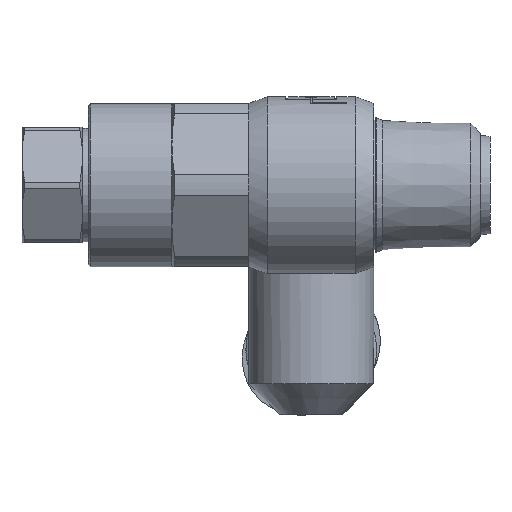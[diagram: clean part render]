
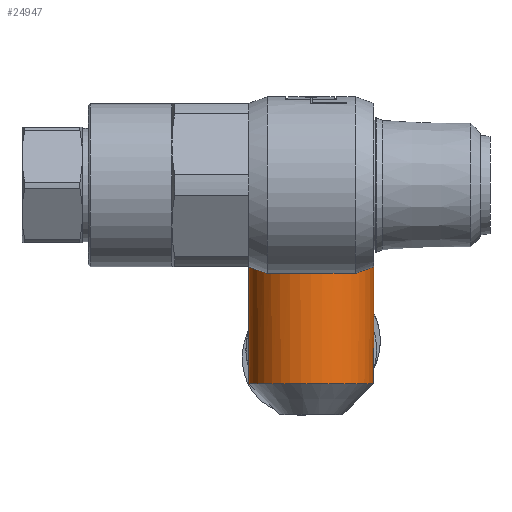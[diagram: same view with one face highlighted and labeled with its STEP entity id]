
A CAD part, left-side view. The second image highlights one B-rep face of the part: STEP entity #24947.
In plain terms, the highlighted cylindrical face has radius 6.5 mm (diameter 13 mm), a full revolution.
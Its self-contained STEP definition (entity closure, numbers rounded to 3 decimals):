
#24794=CARTESIAN_POINT('',(2.935,3.55,-5.8));
#24795=VERTEX_POINT('',#24794);
#24815=CARTESIAN_POINT('',(2.935,3.55,5.8));
#24816=VERTEX_POINT('',#24815);
#24817=CARTESIAN_POINT('',(0.0,3.55,0.0));
#24818=DIRECTION('',(0.0,-1.0,0.0));
#24819=DIRECTION('',(-1.0,0.0,0.0));
#24820=AXIS2_PLACEMENT_3D('',#24817,#24818,#24819);
#24821=CIRCLE('',#24820,6.5);
#24822=EDGE_CURVE('',#24816,#24795,#24821,.T.);
#24857=CARTESIAN_POINT('',(0.0,-2.825,0.0));
#24858=DIRECTION('',(0.0,-1.0,0.0));
#24859=DIRECTION('',(-1.0,0.0,0.0));
#24860=AXIS2_PLACEMENT_3D('',#24857,#24858,#24859);
#24861=CYLINDRICAL_SURFACE('',#24860,6.5);
#24862=CARTESIAN_POINT('',(-6.5,-9.2,0.0));
#24863=VERTEX_POINT('',#24862);
#24864=CARTESIAN_POINT('',(0.0,-9.2,0.0));
#24865=DIRECTION('',(0.0,-1.0,0.0));
#24866=DIRECTION('',(-1.0,0.0,0.0));
#24867=AXIS2_PLACEMENT_3D('',#24864,#24865,#24866);
#24868=CIRCLE('',#24867,6.5);
#24869=EDGE_CURVE('',#24863,#24863,#24868,.T.);
#24870=ORIENTED_EDGE('',*,*,#24869,.F.);
#24871=EDGE_LOOP('',(#24870));
#24872=FACE_OUTER_BOUND('',#24871,.T.);
#24873=CARTESIAN_POINT('',(1.136,2.298,6.4));
#24874=VERTEX_POINT('',#24873);
#24875=CARTESIAN_POINT('',(2.935,3.55,5.8));
#24876=CARTESIAN_POINT('',(2.794,3.434,5.871));
#24877=CARTESIAN_POINT('',(2.652,3.319,5.936));
#24878=CARTESIAN_POINT('',(2.127,2.908,6.156));
#24879=CARTESIAN_POINT('',(1.741,2.628,6.276));
#24880=CARTESIAN_POINT('',(1.269,2.366,6.375));
#24881=CARTESIAN_POINT('',(1.203,2.331,6.388));
#24882=CARTESIAN_POINT('',(1.136,2.298,6.4));
#24883=B_SPLINE_CURVE_WITH_KNOTS('',3,(#24875,#24876,#24877,#24878,#24879,#24880,#24881,#24882),.UNSPECIFIED.,.F.,.U.,(4,2,2,4),(1.922,1.98,2.133,2.157),.UNSPECIFIED.);
#24884=EDGE_CURVE('',#24816,#24874,#24883,.T.);
#24885=ORIENTED_EDGE('',*,*,#24884,.F.);
#24886=ORIENTED_EDGE('',*,*,#24822,.T.);
#24887=CARTESIAN_POINT('',(1.136,2.298,-6.4));
#24888=VERTEX_POINT('',#24887);
#24889=CARTESIAN_POINT('',(1.136,2.298,-6.4));
#24890=CARTESIAN_POINT('',(1.203,2.331,-6.388));
#24891=CARTESIAN_POINT('',(1.269,2.366,-6.375));
#24892=CARTESIAN_POINT('',(1.741,2.628,-6.276));
#24893=CARTESIAN_POINT('',(2.127,2.908,-6.156));
#24894=CARTESIAN_POINT('',(2.652,3.319,-5.936));
#24895=CARTESIAN_POINT('',(2.794,3.434,-5.871));
#24896=CARTESIAN_POINT('',(2.935,3.55,-5.8));
#24897=B_SPLINE_CURVE_WITH_KNOTS('',3,(#24889,#24890,#24891,#24892,#24893,#24894,#24895,#24896),.UNSPECIFIED.,.F.,.U.,(4,2,2,4),(0.128,0.153,0.305,0.363),.UNSPECIFIED.);
#24898=EDGE_CURVE('',#24888,#24795,#24897,.T.);
#24899=ORIENTED_EDGE('',*,*,#24898,.F.);
#24900=CARTESIAN_POINT('',(1.136,-2.298,-6.4));
#24901=VERTEX_POINT('',#24900);
#24902=CARTESIAN_POINT('',(1.136,-2.298,-6.4));
#24903=DIRECTION('',(0.0,1.0,0.0));
#24904=VECTOR('',#24903,4.596);
#24905=LINE('',#24902,#24904);
#24906=EDGE_CURVE('',#24901,#24888,#24905,.T.);
#24907=ORIENTED_EDGE('',*,*,#24906,.F.);
#24908=CARTESIAN_POINT('',(1.136,-2.298,6.4));
#24909=VERTEX_POINT('',#24908);
#24910=CARTESIAN_POINT('',(1.136,-2.298,6.4));
#24911=CARTESIAN_POINT('',(1.203,-2.331,6.388));
#24912=CARTESIAN_POINT('',(1.269,-2.366,6.375));
#24913=CARTESIAN_POINT('',(1.741,-2.628,6.276));
#24914=CARTESIAN_POINT('',(2.127,-2.908,6.156));
#24915=CARTESIAN_POINT('',(3.27,-3.802,5.678));
#24916=CARTESIAN_POINT('',(3.993,-4.458,5.2));
#24917=CARTESIAN_POINT('',(5.122,-5.494,4.07));
#24918=CARTESIAN_POINT('',(5.618,-5.962,3.382));
#24919=CARTESIAN_POINT('',(6.136,-6.452,2.189));
#24920=CARTESIAN_POINT('',(6.272,-6.582,1.765));
#24921=CARTESIAN_POINT('',(6.454,-6.756,0.892));
#24922=CARTESIAN_POINT('',(6.5,-6.8,0.444));
#24923=CARTESIAN_POINT('',(6.5,-6.8,-0.444));
#24924=CARTESIAN_POINT('',(6.454,-6.756,-0.892));
#24925=CARTESIAN_POINT('',(6.272,-6.582,-1.765));
#24926=CARTESIAN_POINT('',(6.136,-6.452,-2.189));
#24927=CARTESIAN_POINT('',(5.618,-5.962,-3.382));
#24928=CARTESIAN_POINT('',(5.122,-5.494,-4.07));
#24929=CARTESIAN_POINT('',(3.993,-4.458,-5.2));
#24930=CARTESIAN_POINT('',(3.27,-3.802,-5.678));
#24931=CARTESIAN_POINT('',(2.127,-2.908,-6.156));
#24932=CARTESIAN_POINT('',(1.741,-2.628,-6.276));
#24933=CARTESIAN_POINT('',(1.269,-2.366,-6.375));
#24934=CARTESIAN_POINT('',(1.203,-2.331,-6.388));
#24935=CARTESIAN_POINT('',(1.136,-2.298,-6.4));
#24936=B_SPLINE_CURVE_WITH_KNOTS('',3,(#24910,#24911,#24912,#24913,#24914,#24915,#24916,#24917,#24918,#24919,#24920,#24921,#24922,#24923,#24924,#24925,#24926,#24927,#24928,#24929,#24930,#24931,#24932,#24933,#24934,#24935),.UNSPECIFIED.,.F.,.U.,(4,2,2,2,2,2,2,2,2,2,2,2,4),(-2.157,-2.133,-1.98,-1.675,-1.409,-1.276,-1.143,-1.009,-0.876,-0.61,-0.305,-0.153,-0.128),.UNSPECIFIED.);
#24937=EDGE_CURVE('',#24909,#24901,#24936,.T.);
#24938=ORIENTED_EDGE('',*,*,#24937,.F.);
#24939=CARTESIAN_POINT('',(1.136,2.298,6.4));
#24940=DIRECTION('',(0.0,-1.0,0.0));
#24941=VECTOR('',#24940,4.596);
#24942=LINE('',#24939,#24941);
#24943=EDGE_CURVE('',#24874,#24909,#24942,.T.);
#24944=ORIENTED_EDGE('',*,*,#24943,.F.);
#24945=EDGE_LOOP('',(#24885,#24886,#24899,#24907,#24938,#24944));
#24946=FACE_BOUND('',#24945,.T.);
#24947=ADVANCED_FACE('',(#24872,#24946),#24861,.T.);
